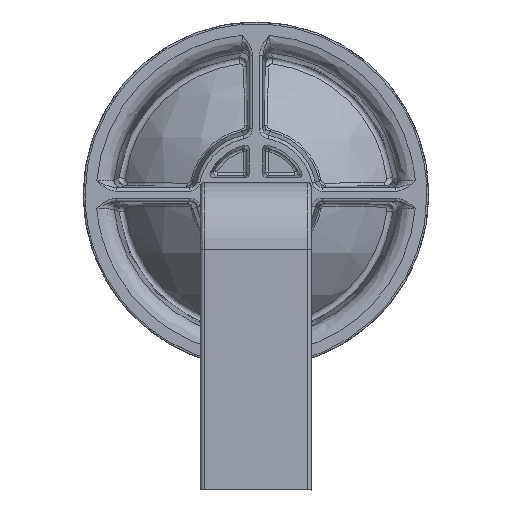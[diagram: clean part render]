
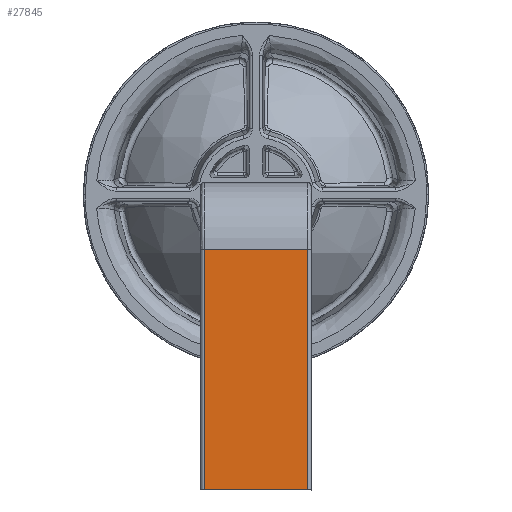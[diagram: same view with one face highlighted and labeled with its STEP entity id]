
A CAD part, front view. The second image highlights one B-rep face of the part: STEP entity #27845.
In plain terms, the highlighted face is planar.
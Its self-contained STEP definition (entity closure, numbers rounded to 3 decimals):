
#1017 = EDGE_CURVE ( 'NONE', #10577, #9485, #18869, .T. ) ;
#1304 = VECTOR ( 'NONE', #9269, 1000. ) ;
#2077 = VECTOR ( 'NONE', #7713, 1000. ) ;
#3816 = DIRECTION ( 'NONE',  ( 0., 1., 0. ) ) ;
#4117 = EDGE_CURVE ( 'NONE', #10577, #16313, #25494, .T. ) ;
#4988 = VERTEX_POINT ( 'NONE', #7091 ) ;
#7091 = CARTESIAN_POINT ( 'NONE',  ( -4169.492, 1., 0. ) ) ;
#7124 = CARTESIAN_POINT ( 'NONE',  ( -4139.492, -68.743, 0. ) ) ;
#7713 = DIRECTION ( 'NONE',  ( -1., 0., 0. ) ) ;
#8262 = CARTESIAN_POINT ( 'NONE',  ( -4169.492, -68.774, 0. ) ) ;
#8921 = PLANE ( 'NONE',  #17173 ) ;
#9269 = DIRECTION ( 'NONE',  ( -1., 0., 0. ) ) ;
#9466 = LINE ( 'NONE', #24110, #1304 ) ;
#9485 = VERTEX_POINT ( 'NONE', #10265 ) ;
#10265 = CARTESIAN_POINT ( 'NONE',  ( -4139.492, 1., 0. ) ) ;
#10577 = VERTEX_POINT ( 'NONE', #24368 ) ;
#11862 = CARTESIAN_POINT ( 'NONE',  ( -4169.492, -73.4, 0. ) ) ;
#11883 = ORIENTED_EDGE ( 'NONE', *, *, #4117, .T. ) ;
#12663 = ORIENTED_EDGE ( 'NONE', *, *, #23918, .F. ) ;
#14398 = DIRECTION ( 'NONE',  ( -1., 0., 0. ) ) ;
#14910 = DIRECTION ( 'NONE',  ( 0., -1., 0. ) ) ;
#16313 = VERTEX_POINT ( 'NONE', #17923 ) ;
#17173 = AXIS2_PLACEMENT_3D ( 'NONE', #11862, #32562, #14398 ) ;
#17623 = ORIENTED_EDGE ( 'NONE', *, *, #23195, .F. ) ;
#17923 = CARTESIAN_POINT ( 'NONE',  ( -4169.492, -68.5, 0. ) ) ;
#18869 = LINE ( 'NONE', #7124, #33031 ) ;
#23195 = EDGE_CURVE ( 'NONE', #9485, #4988, #9466, .T. ) ;
#23876 = LINE ( 'NONE', #8262, #25638 ) ;
#23918 = EDGE_CURVE ( 'NONE', #4988, #16313, #23876, .T. ) ;
#24110 = CARTESIAN_POINT ( 'NONE',  ( -4170.812, 1., 0. ) ) ;
#24368 = CARTESIAN_POINT ( 'NONE',  ( -4139.492, -68.5, 0. ) ) ;
#24556 = EDGE_LOOP ( 'NONE', ( #17623, #37935, #11883, #12663 ) ) ;
#25494 = LINE ( 'NONE', #25680, #2077 ) ;
#25638 = VECTOR ( 'NONE', #14910, 1000. ) ;
#25680 = CARTESIAN_POINT ( 'NONE',  ( -4169.492, -68.5, 0. ) ) ;
#27845 = ADVANCED_FACE ( 'NONE', ( #35278 ), #8921, .T. ) ;
#32562 = DIRECTION ( 'NONE',  ( 0., 0., -1. ) ) ;
#33031 = VECTOR ( 'NONE', #3816, 1000. ) ;
#35278 = FACE_OUTER_BOUND ( 'NONE', #24556, .T. ) ;
#37935 = ORIENTED_EDGE ( 'NONE', *, *, #1017, .F. ) ;
